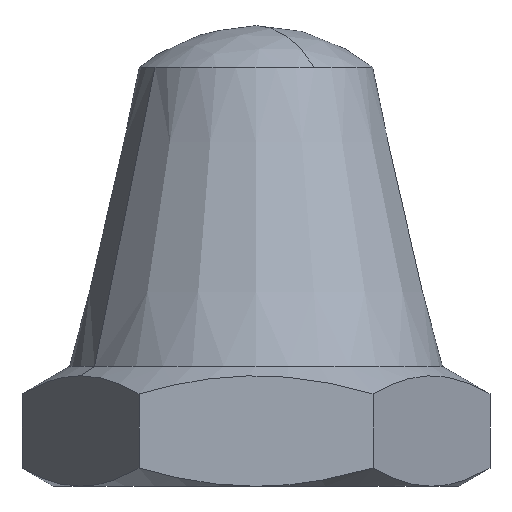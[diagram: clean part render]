
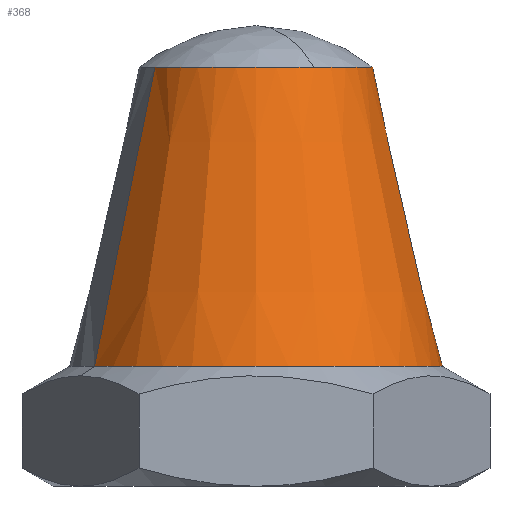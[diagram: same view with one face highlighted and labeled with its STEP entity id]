
A CAD part, left-side view. The second image highlights one B-rep face of the part: STEP entity #368.
In plain terms, the highlighted conical face has half-angle 13.133 degrees and reference radius 5.06 mm.
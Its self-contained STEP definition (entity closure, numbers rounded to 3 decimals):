
#12 = ORIENTED_EDGE ( 'NONE', *, *, #614, .F. ) ;
#20 = EDGE_CURVE ( 'NONE', #630, #519, #25, .T. ) ;
#25 = CIRCLE ( 'NONE', #314, 3.167 ) ;
#55 = EDGE_CURVE ( 'NONE', #657, #311, #258, .T. ) ;
#61 = EDGE_CURVE ( 'NONE', #208, #630, #747, .T. ) ;
#69 = CARTESIAN_POINT ( 'NONE',  ( 1.583, -2.742, 11.369 ) ) ;
#103 = CARTESIAN_POINT ( 'NONE',  ( 2.53, -4.382, 3.254 ) ) ;
#105 = CARTESIAN_POINT ( 'NONE',  ( -2.742, -1.583, 11.369 ) ) ;
#177 = DIRECTION ( 'NONE',  ( 0., 0., -1. ) ) ;
#183 = DIRECTION ( 'NONE',  ( 0., 0., -1. ) ) ;
#199 = CARTESIAN_POINT ( 'NONE',  ( 2.53, -4.382, 3.254 ) ) ;
#208 = VERTEX_POINT ( 'NONE', #69 ) ;
#210 = CARTESIAN_POINT ( 'NONE',  ( 0., 0., 3.254 ) ) ;
#218 = DIRECTION ( 'NONE',  ( 0., 0., -1. ) ) ;
#226 = EDGE_LOOP ( 'NONE', ( #12, #568, #509, #650, #705 ) ) ;
#258 = CIRCLE ( 'NONE', #353, 5.06 ) ;
#272 = CONICAL_SURFACE ( 'NONE', #477, 5.06, 0.229 ) ;
#297 = CARTESIAN_POINT ( 'NONE',  ( -1.583, 2.742, 11.369 ) ) ;
#306 = DIRECTION ( 'NONE',  ( -0.5, 0.866, 0. ) ) ;
#311 = VERTEX_POINT ( 'NONE', #463 ) ;
#314 = AXIS2_PLACEMENT_3D ( 'NONE', #603, #177, #524 ) ;
#349 = DIRECTION ( 'NONE',  ( 0.114, -0.197, -0.974 ) ) ;
#353 = AXIS2_PLACEMENT_3D ( 'NONE', #210, #218, #566 ) ;
#368 = ADVANCED_FACE ( 'NONE', ( #480 ), #272, .T. ) ;
#395 = CARTESIAN_POINT ( 'NONE',  ( 0., 0., 11.369 ) ) ;
#404 = LINE ( 'NONE', #103, #694 ) ;
#419 = CARTESIAN_POINT ( 'NONE',  ( -2.53, 4.382, 3.254 ) ) ;
#428 = VECTOR ( 'NONE', #479, 1000. ) ;
#463 = CARTESIAN_POINT ( 'NONE',  ( -2.53, 4.382, 3.254 ) ) ;
#466 = LINE ( 'NONE', #419, #428 ) ;
#477 = AXIS2_PLACEMENT_3D ( 'NONE', #726, #183, #306 ) ;
#479 = DIRECTION ( 'NONE',  ( -0.114, 0.197, -0.974 ) ) ;
#480 = FACE_OUTER_BOUND ( 'NONE', #226, .T. ) ;
#509 = ORIENTED_EDGE ( 'NONE', *, *, #20, .T. ) ;
#519 = VERTEX_POINT ( 'NONE', #297 ) ;
#524 = DIRECTION ( 'NONE',  ( -0.5, 0.866, 0. ) ) ;
#543 = EDGE_CURVE ( 'NONE', #519, #311, #466, .T. ) ;
#566 = DIRECTION ( 'NONE',  ( -0.5, 0.866, 0. ) ) ;
#568 = ORIENTED_EDGE ( 'NONE', *, *, #61, .T. ) ;
#603 = CARTESIAN_POINT ( 'NONE',  ( 0., 0., 11.369 ) ) ;
#614 = EDGE_CURVE ( 'NONE', #208, #657, #404, .T. ) ;
#630 = VERTEX_POINT ( 'NONE', #105 ) ;
#632 = DIRECTION ( 'NONE',  ( -0.5, 0.866, 0. ) ) ;
#650 = ORIENTED_EDGE ( 'NONE', *, *, #543, .T. ) ;
#657 = VERTEX_POINT ( 'NONE', #199 ) ;
#694 = VECTOR ( 'NONE', #349, 1000. ) ;
#695 = DIRECTION ( 'NONE',  ( 0., 0., -1. ) ) ;
#705 = ORIENTED_EDGE ( 'NONE', *, *, #55, .F. ) ;
#726 = CARTESIAN_POINT ( 'NONE',  ( 0., 0., 3.254 ) ) ;
#738 = AXIS2_PLACEMENT_3D ( 'NONE', #395, #695, #632 ) ;
#747 = CIRCLE ( 'NONE', #738, 3.167 ) ;
